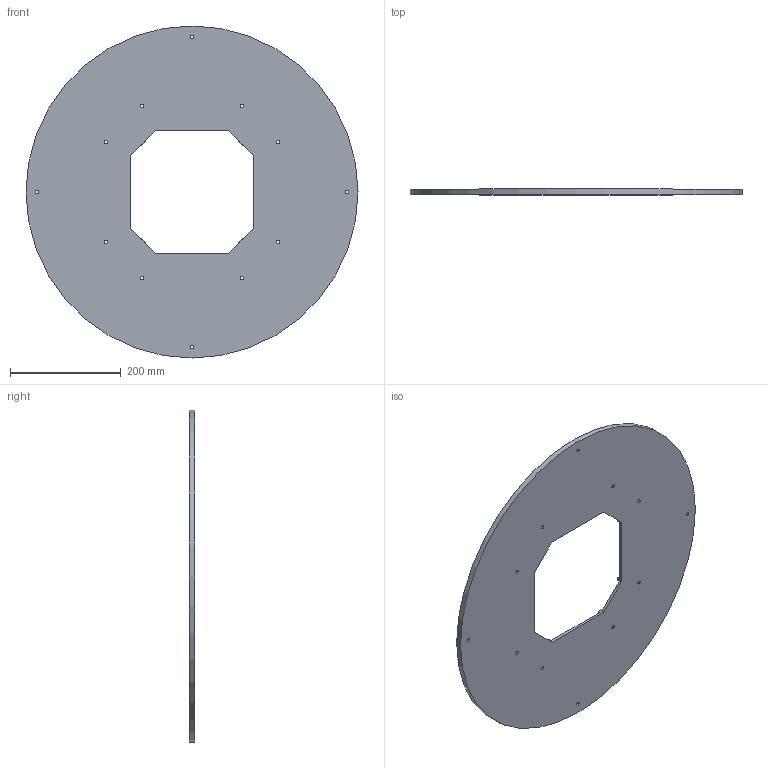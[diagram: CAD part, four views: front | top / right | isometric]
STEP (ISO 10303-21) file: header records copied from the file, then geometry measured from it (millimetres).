
FILE_DESCRIPTION(/* description */ (''),/* implementation_level */ '2;1');
FILE_NAME(/* name */ 'Holder plastic base v3.step',/* time_stamp */ '2017-02-10T16:48:59+01:00',/* author */ (''),/* organization */ (''),/* preprocessor_version */ 'ST-DEVELOPER v16.5',/* originating_system */ 'Autodesk Translation Framework v5.2.0.2920',/* authorisation */ '');
FILE_SCHEMA (('AUTOMOTIVE_DESIGN { 1 0 10303 214 3 1 1 }'));
Length unit declared in the file: millimetre
Products named in the file (1): Holder plastic base v3
Bounding box: 600 x 10 x 600 mm (x, y, z)
Volume: 1832186.4 mm3; surface area: 514892.1 mm2
Topology: 1 solids, 1 shells, 55 faces, 159 edges, 106 vertices
Faces by surface type: plane 42, cylinder 13
Full cylindrical faces by diameter (mm): 6.1 x12, 600 x1
Entity records: 1815 total; most frequent: CARTESIAN_POINT 308, ORIENTED_EDGE 292, DIRECTION 284, EDGE_CURVE 146, LINE 120, VECTOR 120, VERTEX_POINT 106, EDGE_LOOP 94
